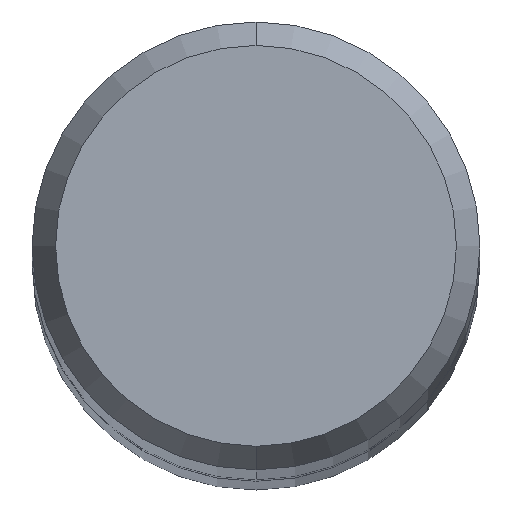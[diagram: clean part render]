
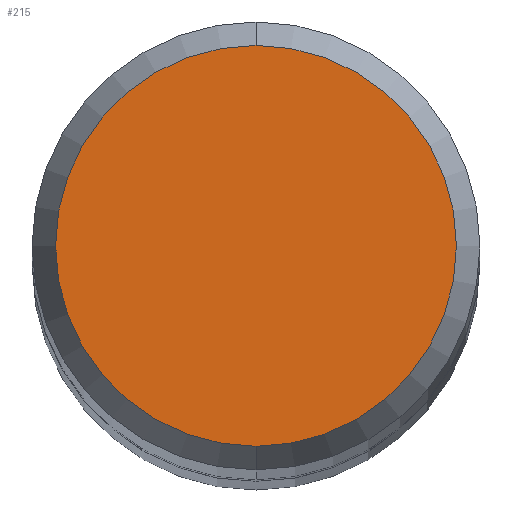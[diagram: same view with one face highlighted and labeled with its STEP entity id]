
A CAD part, top view. The second image highlights one B-rep face of the part: STEP entity #215.
In plain terms, the highlighted planar face has unit normal (0, 0, 1).
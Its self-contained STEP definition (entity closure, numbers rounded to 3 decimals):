
#149=EDGE_CURVE('',#167,#185,#306,.T.);
#167=VERTEX_POINT('',#326);
#185=VERTEX_POINT('',#347);
#195=EDGE_CURVE('',#185,#167,#358,.T.);
#215=ADVANCED_FACE('',(#381),#382,.T.);
#306=CIRCLE('',#487,1.955);
#326=CARTESIAN_POINT('',(0.,-1.955,0.0));
#347=CARTESIAN_POINT('',(0.0,1.955,0.0));
#358=CIRCLE('',#547,1.955);
#381=FACE_OUTER_BOUND('',#579,.T.);
#382=PLANE('',#580);
#487=AXIS2_PLACEMENT_3D('',#673,#674,#675);
#547=AXIS2_PLACEMENT_3D('',#742,#743,#744);
#579=EDGE_LOOP('',(#775,#776));
#580=AXIS2_PLACEMENT_3D('',#777,#778,#779);
#673=CARTESIAN_POINT('',(0.0,0.0,0.0));
#674=DIRECTION('',(0.0,0.0,-1.0));
#675=DIRECTION('',(0.0,1.0,0.0));
#742=CARTESIAN_POINT('',(0.0,0.0,0.0));
#743=DIRECTION('',(0.0,0.0,-1.0));
#744=DIRECTION('',(0.0,1.0,0.0));
#775=ORIENTED_EDGE('',*,*,#195,.F.);
#776=ORIENTED_EDGE('',*,*,#149,.F.);
#777=CARTESIAN_POINT('',(0.0,0.978,0.0));
#778=DIRECTION('',(-0.0,0.0,1.0));
#779=DIRECTION('',(0.0,-1.0,0.0));
